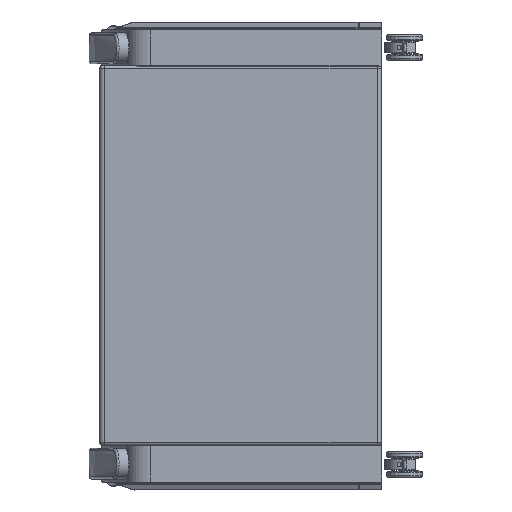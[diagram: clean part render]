
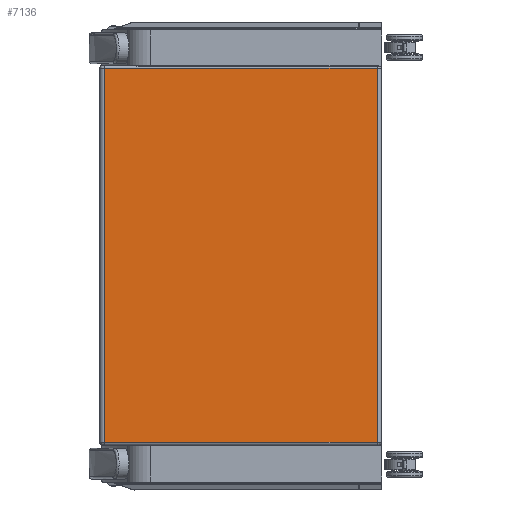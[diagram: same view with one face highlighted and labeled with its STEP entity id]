
A CAD part, left-side view. The second image highlights one B-rep face of the part: STEP entity #7136.
In plain terms, the highlighted face is planar.
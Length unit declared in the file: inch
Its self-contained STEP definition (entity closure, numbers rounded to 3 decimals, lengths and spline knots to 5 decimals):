
#441=PLANE('',#8036);
#610=LINE('',#11225,#1021);
#633=LINE('',#11396,#1044);
#638=LINE('',#11430,#1049);
#639=LINE('',#11432,#1050);
#1021=VECTOR('',#8954,0.3937);
#1044=VECTOR('',#9079,0.3937);
#1049=VECTOR('',#9102,0.3937);
#1050=VECTOR('',#9105,26.5);
#1620=FACE_OUTER_BOUND('',#2105,.T.);
#2105=EDGE_LOOP('',(#5144,#5145,#5146,#5147));
#3195=VERTEX_POINT('',#11214);
#3199=VERTEX_POINT('',#11223);
#3236=VERTEX_POINT('',#11386);
#3238=VERTEX_POINT('',#11392);
#3887=EDGE_CURVE('',#3199,#3195,#610,.T.);
#3946=EDGE_CURVE('',#3236,#3238,#633,.T.);
#3956=EDGE_CURVE('',#3238,#3199,#638,.T.);
#3957=EDGE_CURVE('',#3195,#3236,#639,.T.);
#5144=ORIENTED_EDGE('',*,*,#3887,.F.);
#5145=ORIENTED_EDGE('',*,*,#3956,.F.);
#5146=ORIENTED_EDGE('',*,*,#3946,.F.);
#5147=ORIENTED_EDGE('',*,*,#3957,.F.);
#7136=ADVANCED_FACE('',(#1620),#441,.T.);
#8036=AXIS2_PLACEMENT_3D('',#11431,#9103,#9104);
#8954=DIRECTION('',(-1.,0.,0.));
#9079=DIRECTION('',(1.,0.,0.));
#9102=DIRECTION('',(0.,0.,-1.));
#9103=DIRECTION('center_axis',(0.,-1.,0.));
#9104=DIRECTION('ref_axis',(0.,0.,-1.));
#9105=DIRECTION('',(0.,0.,1.));
#11214=CARTESIAN_POINT('',(20.0282,18.44801,26.25));
#11223=CARTESIAN_POINT('',(42.2782,18.44801,26.25));
#11225=CARTESIAN_POINT('',(35.46724,18.44801,26.25));
#11386=CARTESIAN_POINT('',(20.0282,18.44801,56.75));
#11392=CARTESIAN_POINT('',(42.2782,18.44801,56.75));
#11396=CARTESIAN_POINT('',(35.3303,18.44801,56.75));
#11430=CARTESIAN_POINT('',(42.2782,18.44801,30.));
#11431=CARTESIAN_POINT('Origin',(40.7782,18.44801,30.));
#11432=CARTESIAN_POINT('',(20.0282,18.44801,30.25));
